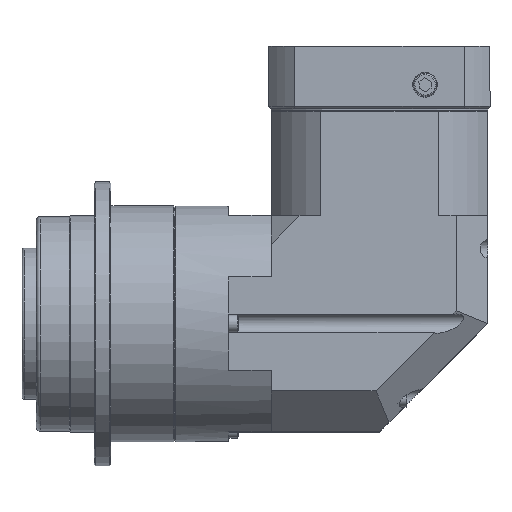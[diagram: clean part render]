
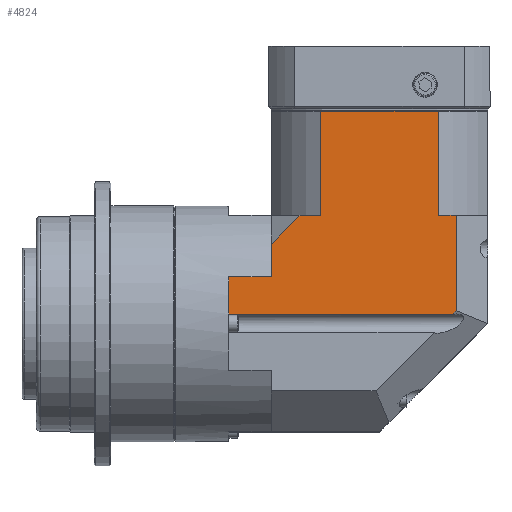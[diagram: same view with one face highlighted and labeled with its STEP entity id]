
A CAD part, top view. The second image highlights one B-rep face of the part: STEP entity #4824.
In plain terms, the highlighted planar face has unit normal (0, 0, 1).
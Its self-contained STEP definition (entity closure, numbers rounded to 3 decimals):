
#2455=CARTESIAN_POINT('',(22.5,3.873,45.));
#2456=VERTEX_POINT('',#2455);
#2472=CARTESIAN_POINT('',(115.588,3.873,45.));
#2473=VERTEX_POINT('',#2472);
#2481=CARTESIAN_POINT('',(22.5,3.873,45.));
#2482=DIRECTION('',(1.0,0.0,0.0));
#2483=VECTOR('',#2482,93.088);
#2484=LINE('',#2481,#2483);
#2485=EDGE_CURVE('',#2456,#2473,#2484,.T.);
#3091=CARTESIAN_POINT('',(22.5,19.391,45.));
#3092=VERTEX_POINT('',#3091);
#3100=CARTESIAN_POINT('',(40.1,19.391,45.));
#3101=VERTEX_POINT('',#3100);
#3102=CARTESIAN_POINT('',(22.5,19.391,45.));
#3103=DIRECTION('',(1.0,0.0,0.0));
#3104=VECTOR('',#3103,17.6);
#3105=LINE('',#3102,#3104);
#3106=EDGE_CURVE('',#3092,#3101,#3105,.T.);
#4575=CARTESIAN_POINT('',(40.1,33.,45.));
#4576=VERTEX_POINT('',#4575);
#4577=CARTESIAN_POINT('',(40.1,19.391,45.));
#4578=DIRECTION('',(0.0,1.0,0.0));
#4579=VECTOR('',#4578,13.609);
#4580=LINE('',#4577,#4579);
#4581=EDGE_CURVE('',#3101,#4576,#4580,.T.);
#4606=CARTESIAN_POINT('',(52.1,45.,45.));
#4607=VERTEX_POINT('',#4606);
#4614=CARTESIAN_POINT('',(60.573,45.,45.));
#4615=VERTEX_POINT('',#4614);
#4616=CARTESIAN_POINT('',(52.1,45.,45.));
#4617=DIRECTION('',(1.0,0.0,0.0));
#4618=VECTOR('',#4617,8.473);
#4619=LINE('',#4616,#4618);
#4620=EDGE_CURVE('',#4607,#4615,#4619,.T.);
#4755=CARTESIAN_POINT('',(130.1,88.8,45.));
#4756=DIRECTION('',(0.0,0.0,-1.0));
#4757=DIRECTION('',(0.0,-1.0,0.0));
#4758=AXIS2_PLACEMENT_3D('',#4755,#4756,#4757);
#4759=PLANE('',#4758);
#4760=CARTESIAN_POINT('',(109.627,45.,45.));
#4761=VERTEX_POINT('',#4760);
#4762=CARTESIAN_POINT('',(109.627,88.3,45.));
#4763=VERTEX_POINT('',#4762);
#4764=CARTESIAN_POINT('',(109.627,45.,45.));
#4765=DIRECTION('',(0.0,1.0,0.0));
#4766=VECTOR('',#4765,43.3);
#4767=LINE('',#4764,#4766);
#4768=EDGE_CURVE('',#4761,#4763,#4767,.T.);
#4769=ORIENTED_EDGE('',*,*,#4768,.T.);
#4770=CARTESIAN_POINT('',(60.573,88.3,45.));
#4771=VERTEX_POINT('',#4770);
#4772=CARTESIAN_POINT('',(109.627,88.3,45.));
#4773=DIRECTION('',(-1.0,0.0,0.0));
#4774=VECTOR('',#4773,49.054);
#4775=LINE('',#4772,#4774);
#4776=EDGE_CURVE('',#4763,#4771,#4775,.T.);
#4777=ORIENTED_EDGE('',*,*,#4776,.T.);
#4778=CARTESIAN_POINT('',(60.573,45.,45.));
#4779=DIRECTION('',(0.0,1.0,0.0));
#4780=VECTOR('',#4779,43.3);
#4781=LINE('',#4778,#4780);
#4782=EDGE_CURVE('',#4615,#4771,#4781,.T.);
#4783=ORIENTED_EDGE('',*,*,#4782,.F.);
#4784=ORIENTED_EDGE('',*,*,#4620,.F.);
#4785=CARTESIAN_POINT('',(40.1,33.,45.));
#4786=DIRECTION('',(0.707,0.707,0.0));
#4787=VECTOR('',#4786,16.971);
#4788=LINE('',#4785,#4787);
#4789=EDGE_CURVE('',#4576,#4607,#4788,.T.);
#4790=ORIENTED_EDGE('',*,*,#4789,.F.);
#4791=ORIENTED_EDGE('',*,*,#4581,.F.);
#4792=ORIENTED_EDGE('',*,*,#3106,.F.);
#4793=CARTESIAN_POINT('',(22.5,3.873,45.));
#4794=DIRECTION('',(0.0,1.0,0.0));
#4795=VECTOR('',#4794,15.518);
#4796=LINE('',#4793,#4795);
#4797=EDGE_CURVE('',#2456,#3092,#4796,.T.);
#4798=ORIENTED_EDGE('',*,*,#4797,.F.);
#4799=ORIENTED_EDGE('',*,*,#2485,.T.);
#4800=CARTESIAN_POINT('',(117.1,5.385,45.));
#4801=VERTEX_POINT('',#4800);
#4802=CARTESIAN_POINT('',(115.588,3.873,45.));
#4803=DIRECTION('',(0.707,0.707,0.0));
#4804=VECTOR('',#4803,2.138);
#4805=LINE('',#4802,#4804);
#4806=EDGE_CURVE('',#2473,#4801,#4805,.T.);
#4807=ORIENTED_EDGE('',*,*,#4806,.T.);
#4808=CARTESIAN_POINT('',(117.1,45.,45.));
#4809=VERTEX_POINT('',#4808);
#4810=CARTESIAN_POINT('',(117.1,5.385,45.));
#4811=DIRECTION('',(0.0,1.0,0.0));
#4812=VECTOR('',#4811,39.615);
#4813=LINE('',#4810,#4812);
#4814=EDGE_CURVE('',#4801,#4809,#4813,.T.);
#4815=ORIENTED_EDGE('',*,*,#4814,.T.);
#4816=CARTESIAN_POINT('',(109.627,45.,45.));
#4817=DIRECTION('',(1.0,0.0,0.0));
#4818=VECTOR('',#4817,7.473);
#4819=LINE('',#4816,#4818);
#4820=EDGE_CURVE('',#4761,#4809,#4819,.T.);
#4821=ORIENTED_EDGE('',*,*,#4820,.F.);
#4822=EDGE_LOOP('',(#4769,#4777,#4783,#4784,#4790,#4791,#4792,#4798,#4799,#4807,#4815,#4821));
#4823=FACE_OUTER_BOUND('',#4822,.T.);
#4824=ADVANCED_FACE('',(#4823),#4759,.F.);
